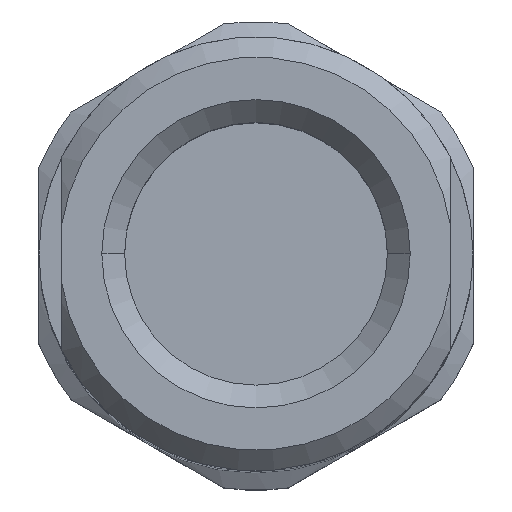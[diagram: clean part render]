
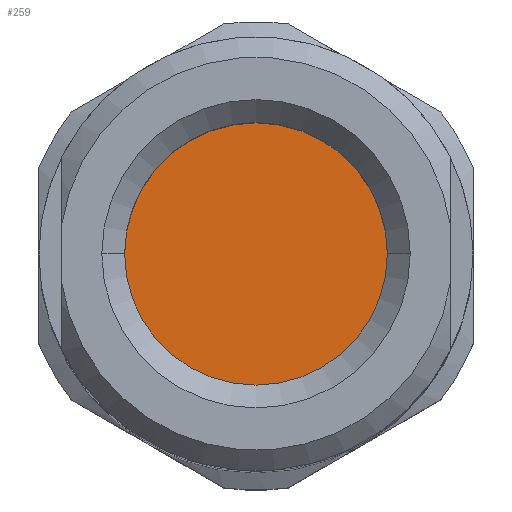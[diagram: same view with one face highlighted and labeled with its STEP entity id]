
A CAD part, top view. The second image highlights one B-rep face of the part: STEP entity #259.
In plain terms, the highlighted planar face has unit normal (0, 0, 1).
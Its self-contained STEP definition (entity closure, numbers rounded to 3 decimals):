
#202 = DIRECTION ( 'NONE',  ( 1., 0., 0. ) ) ;
#207 = AXIS2_PLACEMENT_3D ( 'NONE', #764, #1500, #202 ) ;
#259 = ADVANCED_FACE ( 'Defeature ausgef�hrt1_31', ( #2233 ), #1116, .T. ) ;
#266 = ORIENTED_EDGE ( 'NONE', *, *, #1473, .T. ) ;
#299 = CARTESIAN_POINT ( 'NONE',  ( -5.75, 0., -12.2 ) ) ;
#326 = CIRCLE ( 'NONE', #207, 5.75 ) ;
#384 = CARTESIAN_POINT ( 'NONE',  ( 5.75, 0., -12.2 ) ) ;
#444 = VERTEX_POINT ( 'NONE', #384 ) ;
#538 = AXIS2_PLACEMENT_3D ( 'NONE', #1127, #1728, #780 ) ;
#623 = EDGE_LOOP ( 'NONE', ( #266, #1732 ) ) ;
#764 = CARTESIAN_POINT ( 'NONE',  ( 0., 0., -12.2 ) ) ;
#780 = DIRECTION ( 'NONE',  ( 1., 0., 0. ) ) ;
#1014 = DIRECTION ( 'NONE',  ( 1., 0., 0. ) ) ;
#1027 = CARTESIAN_POINT ( 'NONE',  ( 0., 0., -12.2 ) ) ;
#1048 = EDGE_CURVE ( 'Defeature ausgef�hrt1_31+Defeature ausgef�hrt1_33+Defeature ausgef�hrt1_33+Defeature ausgef�hrt1_33', #2371, #444, #326, .T. ) ;
#1116 = PLANE ( 'NONE',  #538 ) ;
#1127 = CARTESIAN_POINT ( 'NONE',  ( 0., 0., -12.2 ) ) ;
#1473 = EDGE_CURVE ( 'Defeature ausgef�hrt1_31+Defeature ausgef�hrt1_33+Defeature ausgef�hrt1_33+Defeature ausgef�hrt1_33', #444, #2371, #2190, .T. ) ;
#1500 = DIRECTION ( 'NONE',  ( 0., 0., 1. ) ) ;
#1571 = DIRECTION ( 'NONE',  ( 0., 0., 1. ) ) ;
#1728 = DIRECTION ( 'NONE',  ( 0., 0., 1. ) ) ;
#1732 = ORIENTED_EDGE ( 'NONE', *, *, #1048, .T. ) ;
#2149 = AXIS2_PLACEMENT_3D ( 'NONE', #1027, #1571, #1014 ) ;
#2190 = CIRCLE ( 'NONE', #2149, 5.75 ) ;
#2233 = FACE_OUTER_BOUND ( 'NONE', #623, .T. ) ;
#2371 = VERTEX_POINT ( 'NONE', #299 ) ;
